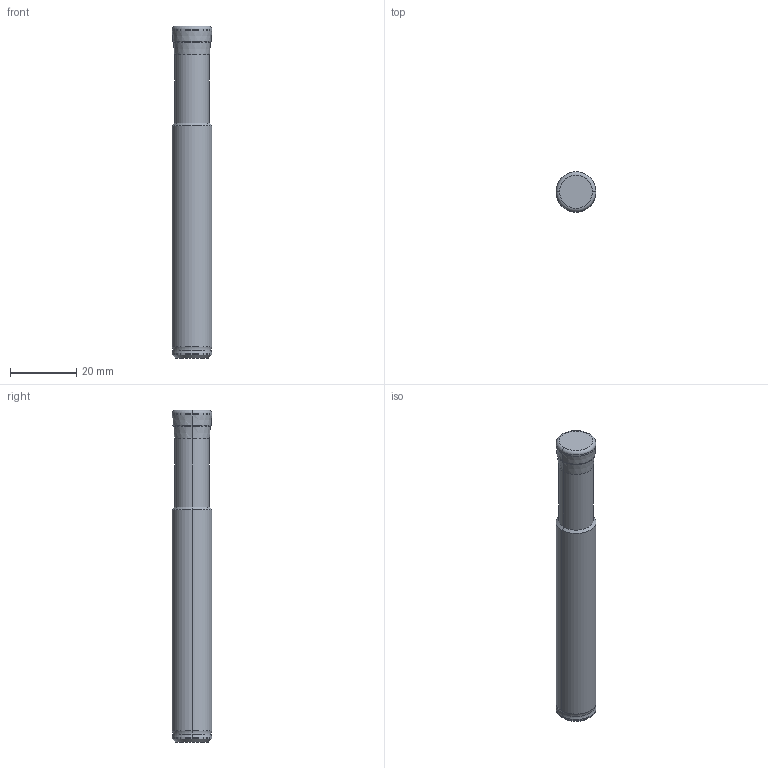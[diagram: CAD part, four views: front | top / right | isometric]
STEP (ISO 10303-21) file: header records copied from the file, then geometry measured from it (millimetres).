
FILE_DESCRIPTION (( 'STEP AP214' ), '1' );
FILE_NAME ('99802-BC12-12C5.STEP', '2017-01-05T12:21:23', ( 'User' ), ( 'GENUINE' ), 'SwSTEP 2.0', 'SolidWorks 2012', '' );
FILE_SCHEMA (( 'AUTOMOTIVE_DESIGN' ));
Length unit declared in the file: millimetre
Products named in the file (1): 99802-BC12-12C5
Bounding box: 12 x 12 x 100 mm (x, y, z)
Volume: 10622.2 mm3; surface area: 3853.8 mm2
Topology: 1 solids, 1 shells, 26 faces, 50 edges, 26 vertices
Faces by surface type: torus 8, cone 8, cylinder 8, plane 2
Entity records: 785 total; most frequent: DIRECTION 138, CARTESIAN_POINT 103, ORIENTED_EDGE 100, AXIS2_PLACEMENT_3D 61, EDGE_CURVE 50, CIRCLE 34, ADVANCED_FACE 26, EDGE_LOOP 26
